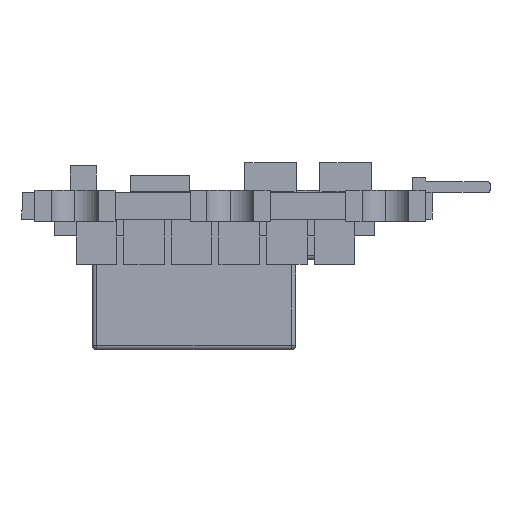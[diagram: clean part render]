
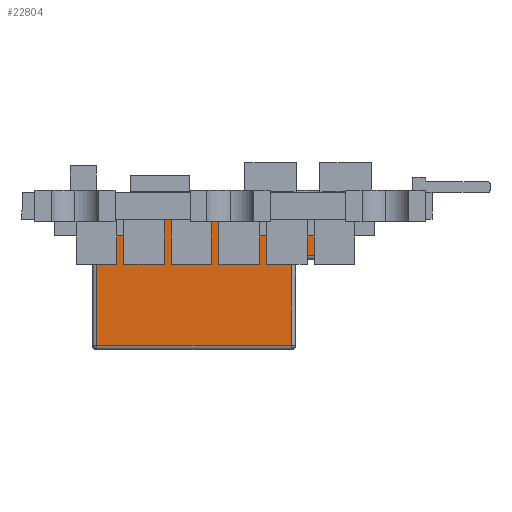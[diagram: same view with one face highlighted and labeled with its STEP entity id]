
A CAD part, left-side view. The second image highlights one B-rep face of the part: STEP entity #22804.
In plain terms, the highlighted planar face has unit normal (-1, 0, 0).
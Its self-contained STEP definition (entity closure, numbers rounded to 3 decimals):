
#902 = CARTESIAN_POINT ( 'NONE',  ( -0.762, 20.586, -1.971 ) ) ;
#1179 = CARTESIAN_POINT ( 'NONE',  ( -0.762, 6.14, -1.971 ) ) ;
#2146 = CARTESIAN_POINT ( 'NONE',  ( -0.762, 6.14, -4.201 ) ) ;
#3813 = VECTOR ( 'NONE', #12911, 1000. ) ;
#4217 = CARTESIAN_POINT ( 'NONE',  ( -0.762, 13.363, -9.712 ) ) ;
#4443 = ORIENTED_EDGE ( 'NONE', *, *, #11440, .F. ) ;
#4846 = LINE ( 'NONE', #14272, #7045 ) ;
#5478 = ORIENTED_EDGE ( 'NONE', *, *, #25898, .F. ) ;
#5767 = VECTOR ( 'NONE', #20954, 1000. ) ;
#6575 = DIRECTION ( 'NONE',  ( 1., 0., 0. ) ) ;
#7045 = VECTOR ( 'NONE', #7981, 1000. ) ;
#7170 = VECTOR ( 'NONE', #19389, 1000. ) ;
#7437 = VERTEX_POINT ( 'NONE', #24720 ) ;
#7450 = LINE ( 'NONE', #4217, #5767 ) ;
#7981 = DIRECTION ( 'NONE',  ( 0., 0., -1. ) ) ;
#8801 = CARTESIAN_POINT ( 'NONE',  ( -0.762, 20.613, -1.971 ) ) ;
#10398 = VERTEX_POINT ( 'NONE', #19291 ) ;
#10427 = DIRECTION ( 'NONE',  ( 0., 1., 0. ) ) ;
#10635 = AXIS2_PLACEMENT_3D ( 'NONE', #10675, #6575, #14735 ) ;
#10675 = CARTESIAN_POINT ( 'NONE',  ( -0.762, 13.363, -5.971 ) ) ;
#11440 = EDGE_CURVE ( 'NONE', #16898, #7437, #16539, .T. ) ;
#11771 = DIRECTION ( 'NONE',  ( 0., 0., -1. ) ) ;
#12461 = CARTESIAN_POINT ( 'NONE',  ( -0.762, 13.12, -4.201 ) ) ;
#12675 = EDGE_CURVE ( 'NONE', #19565, #13270, #4846, .T. ) ;
#12711 = PLANE ( 'NONE',  #10635 ) ;
#12911 = DIRECTION ( 'NONE',  ( 0., -1., 0. ) ) ;
#12984 = ORIENTED_EDGE ( 'NONE', *, *, #23552, .F. ) ;
#13202 = LINE ( 'NONE', #8801, #3813 ) ;
#13270 = VERTEX_POINT ( 'NONE', #2146 ) ;
#13412 = CARTESIAN_POINT ( 'NONE',  ( -0.762, 8.64, -4.201 ) ) ;
#14272 = CARTESIAN_POINT ( 'NONE',  ( -0.762, 6.14, -5.971 ) ) ;
#14735 = DIRECTION ( 'NONE',  ( 0., 0., 1. ) ) ;
#16539 = LINE ( 'NONE', #21894, #25444 ) ;
#16667 = FACE_OUTER_BOUND ( 'NONE', #21239, .T. ) ;
#16756 = VERTEX_POINT ( 'NONE', #902 ) ;
#16898 = VERTEX_POINT ( 'NONE', #13412 ) ;
#17806 = VECTOR ( 'NONE', #10427, 1000. ) ;
#17832 = ORIENTED_EDGE ( 'NONE', *, *, #24507, .F. ) ;
#18025 = ORIENTED_EDGE ( 'NONE', *, *, #12675, .F. ) ;
#18711 = EDGE_CURVE ( 'NONE', #13270, #16898, #21672, .T. ) ;
#18830 = LINE ( 'NONE', #25180, #7170 ) ;
#19291 = CARTESIAN_POINT ( 'NONE',  ( -0.762, 20.586, -9.712 ) ) ;
#19389 = DIRECTION ( 'NONE',  ( 0., 0., 1. ) ) ;
#19565 = VERTEX_POINT ( 'NONE', #1179 ) ;
#20954 = DIRECTION ( 'NONE',  ( 0., 1., 0. ) ) ;
#21239 = EDGE_LOOP ( 'NONE', ( #12984, #17832, #4443, #23655, #18025, #5478 ) ) ;
#21672 = LINE ( 'NONE', #12461, #17806 ) ;
#21894 = CARTESIAN_POINT ( 'NONE',  ( -0.762, 8.64, -5.971 ) ) ;
#22804 = ADVANCED_FACE ( 'NONE', ( #16667 ), #12711, .F. ) ;
#23552 = EDGE_CURVE ( 'NONE', #10398, #16756, #18830, .T. ) ;
#23655 = ORIENTED_EDGE ( 'NONE', *, *, #18711, .F. ) ;
#24507 = EDGE_CURVE ( 'NONE', #7437, #10398, #7450, .T. ) ;
#24720 = CARTESIAN_POINT ( 'NONE',  ( -0.762, 8.64, -9.712 ) ) ;
#25180 = CARTESIAN_POINT ( 'NONE',  ( -0.762, 20.586, -5.971 ) ) ;
#25444 = VECTOR ( 'NONE', #11771, 1000. ) ;
#25898 = EDGE_CURVE ( 'NONE', #16756, #19565, #13202, .T. ) ;
